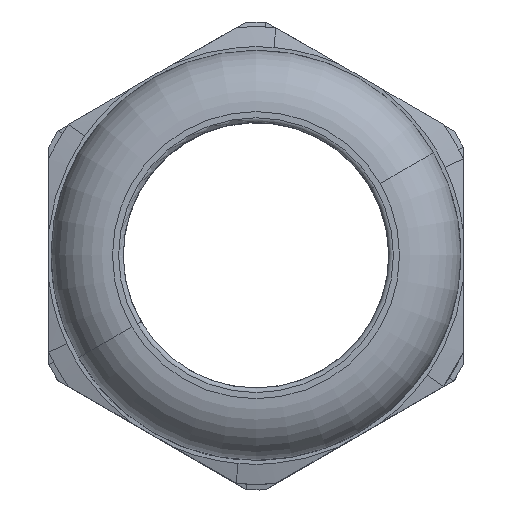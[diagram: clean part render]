
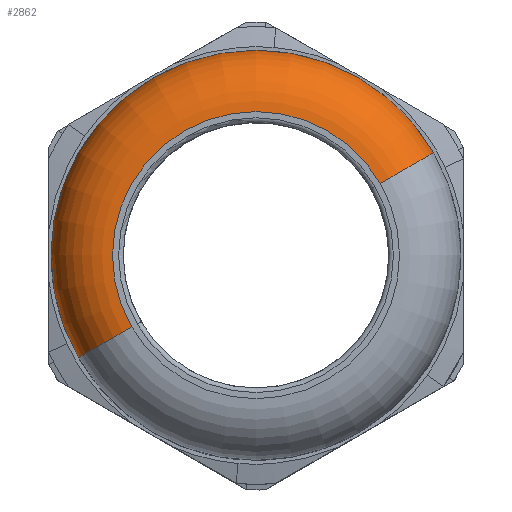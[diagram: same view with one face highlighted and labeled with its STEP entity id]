
A CAD part, top view. The second image highlights one B-rep face of the part: STEP entity #2862.
In plain terms, the highlighted toroidal (fillet/blend) face has major radius 9.35 mm and minor radius 4 mm.
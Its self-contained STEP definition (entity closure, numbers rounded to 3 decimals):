
#2331=AXIS2_PLACEMENT_3D('Circle Axis2P3D',#2329,#2330,$) ;
#2835=AXIS2_PLACEMENT_3D('Torus Axis2P3D',#2832,#2833,#2834) ;
#2839=AXIS2_PLACEMENT_3D('Circle Axis2P3D',#2837,#2838,$) ;
#2846=AXIS2_PLACEMENT_3D('Circle Axis2P3D',#2844,#2845,$) ;
#2853=AXIS2_PLACEMENT_3D('Circle Axis2P3D',#2851,#2852,$) ;
#2329=CARTESIAN_POINT('Axis2P3D Location',(13.5,15.25,39.994)) ;
#2333=CARTESIAN_POINT('Vertex',(5.403,10.575,39.994)) ;
#2335=CARTESIAN_POINT('Vertex',(21.597,19.925,39.994)) ;
#2832=CARTESIAN_POINT('Axis2P3D Location',(13.5,15.25,35.994)) ;
#2837=CARTESIAN_POINT('Axis2P3D Location',(21.597,19.925,35.994)) ;
#2841=CARTESIAN_POINT('Vertex',(25.061,21.925,35.994)) ;
#2844=CARTESIAN_POINT('Axis2P3D Location',(13.5,15.25,35.994)) ;
#2848=CARTESIAN_POINT('Vertex',(1.939,8.575,35.994)) ;
#2851=CARTESIAN_POINT('Axis2P3D Location',(5.403,10.575,35.994)) ;
#2330=DIRECTION('Axis2P3D Direction',(-0.,0.,-1.)) ;
#2833=DIRECTION('Axis2P3D Direction',(0.,0.,-1.)) ;
#2834=DIRECTION('Axis2P3D XDirection',(-0.866,-0.5,0.)) ;
#2838=DIRECTION('Axis2P3D Direction',(-0.5,0.866,0.)) ;
#2845=DIRECTION('Axis2P3D Direction',(-0.,0.,-1.)) ;
#2852=DIRECTION('Axis2P3D Direction',(0.5,-0.866,0.)) ;
#2857=ORIENTED_EDGE('',*,*,#2843,.T.) ;
#2858=ORIENTED_EDGE('',*,*,#2850,.T.) ;
#2859=ORIENTED_EDGE('',*,*,#2855,.T.) ;
#2860=ORIENTED_EDGE('',*,*,#2337,.T.) ;
#2862=ADVANCED_FACE('8-M25_KA\\MANIFOLD_SOLID_BREP #13156',(#2861),#2836,.T.) ;
#2332=CIRCLE('generated circle',#2331,9.35) ;
#2840=CIRCLE('generated circle',#2839,4.) ;
#2847=CIRCLE('generated circle',#2846,13.35) ;
#2854=CIRCLE('generated circle',#2853,4.) ;
#2836=TOROIDAL_SURFACE('homeo Torus',#2835,9.35,4.) ;
#2337=EDGE_CURVE('',#2334,#2336,#2332,.T.) ;
#2843=EDGE_CURVE('',#2336,#2842,#2840,.T.) ;
#2850=EDGE_CURVE('',#2842,#2849,#2847,.F.) ;
#2855=EDGE_CURVE('',#2849,#2334,#2854,.F.) ;
#2856=EDGE_LOOP('',(#2857,#2858,#2859,#2860)) ;
#2861=FACE_OUTER_BOUND('',#2856,.T.) ;
#2334=VERTEX_POINT('',#2333) ;
#2336=VERTEX_POINT('',#2335) ;
#2842=VERTEX_POINT('',#2841) ;
#2849=VERTEX_POINT('',#2848) ;
